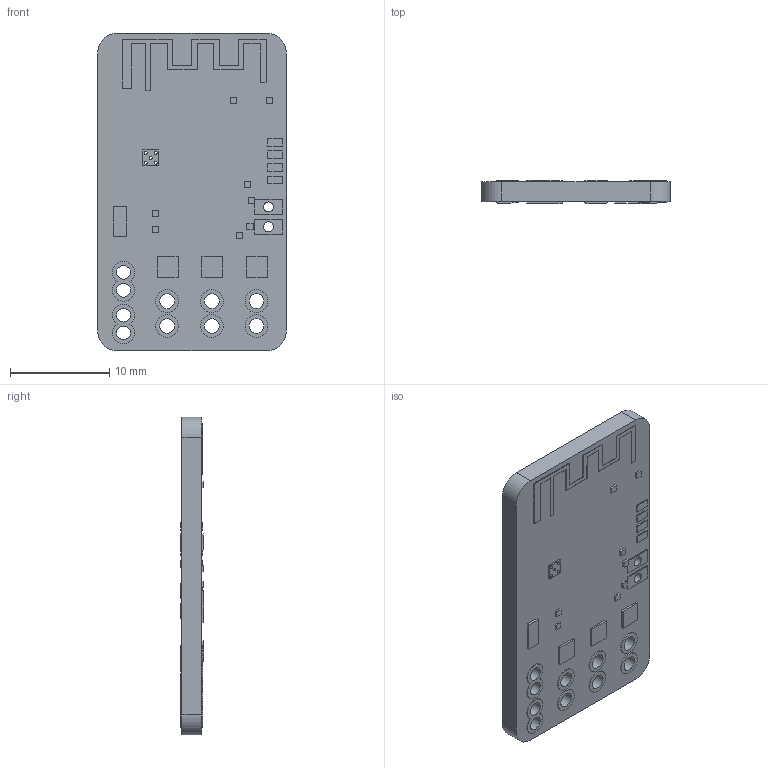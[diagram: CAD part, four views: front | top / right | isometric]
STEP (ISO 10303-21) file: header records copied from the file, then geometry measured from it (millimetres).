
FILE_DESCRIPTION(/* description */ (''),/* implementation_level */ '2;1');
FILE_NAME(/* name */ 'Malenki 2023 v4.step',/* time_stamp */ '2024-01-16T08:58:13Z',/* author */ (''),/* organization */ (''),/* preprocessor_version */ 'ST-DEVELOPER v20',/* originating_system */ 'Autodesk Translation Framework v12.14.0.127',/* authorisation */ '');
FILE_SCHEMA (('AUTOMOTIVE_DESIGN { 1 0 10303 214 3 1 1 }'));
Length unit declared in the file: millimetre
Products named in the file (1): Malenki 2023
Bounding box: 19 x 2.35 x 32 mm (x, y, z)
Volume: 1184.3 mm3; surface area: 1531.8 mm2
Topology: 1 solids, 1 shells, 332 faces, 831 edges, 554 vertices
Faces by surface type: plane 291, cylinder 41
Full cylindrical faces by diameter (mm): 0.3 x5, 1 x2, 1.4 x4, 1.5 x6, 2.3 x12
Entity records: 9923 total; most frequent: CARTESIAN_POINT 1718, ORIENTED_EDGE 1662, DIRECTION 1579, EDGE_CURVE 831, LINE 749, VECTOR 749, VERTEX_POINT 554, EDGE_LOOP 419
